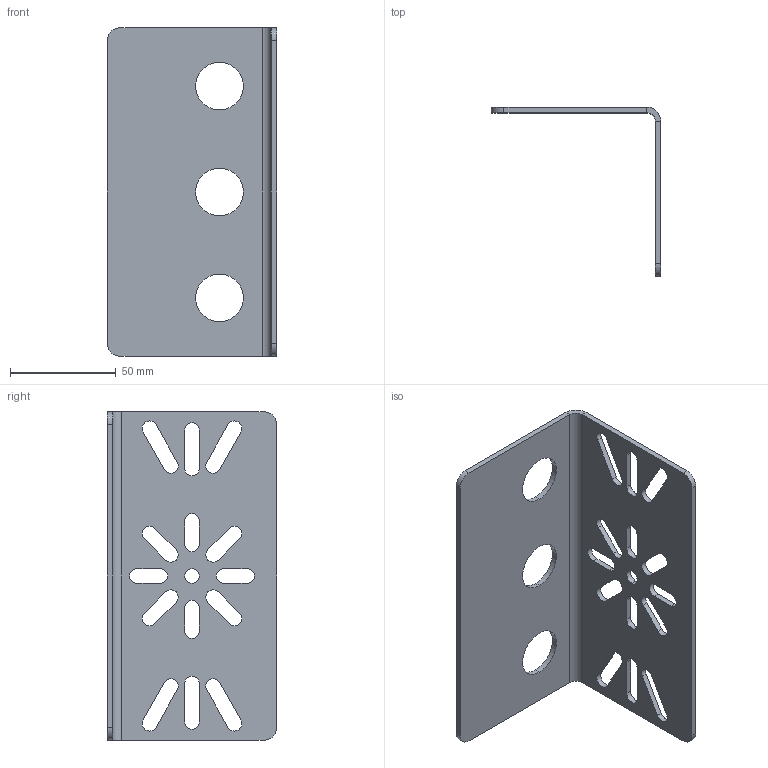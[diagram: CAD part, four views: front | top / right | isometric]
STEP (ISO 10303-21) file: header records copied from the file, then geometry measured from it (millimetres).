
FILE_DESCRIPTION((''),'2;1');
FILE_NAME('177537_ASM','2013-12-05T',('pdmadmin'),(''),'PRO/ENGINEER BY PARAMETRIC TECHNOLOGY CORPORATION, 2013230','PRO/ENGINEER BY PARAMETRIC TECHNOLOGY CORPORATION, 2013230','');
FILE_SCHEMA(('CONFIG_CONTROL_DESIGN'));
Length unit declared in the file: millimetre
Products named in the file (2): 177535; 177537_ASM
Assembly tree (1 placements, depth 2):
  177537_ASM
    177535
Bounding box: 80 x 80 x 155 mm (x, y, z)
Volume: 53832.7 mm3; surface area: 45537.2 mm2
Topology: 1 solids, 1 shells, 82 faces, 232 edges, 152 vertices
Faces by surface type: cylinder 42, plane 40
Entity records: 2815 total; most frequent: DIRECTION 486, CARTESIAN_POINT 469, ORIENTED_EDGE 464, EDGE_CURVE 232, AXIS2_PLACEMENT_3D 169, VERTEX_POINT 152, VECTOR 148, LINE 148
